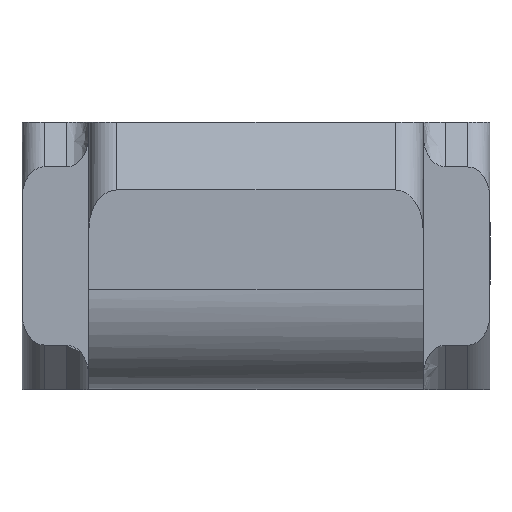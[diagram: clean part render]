
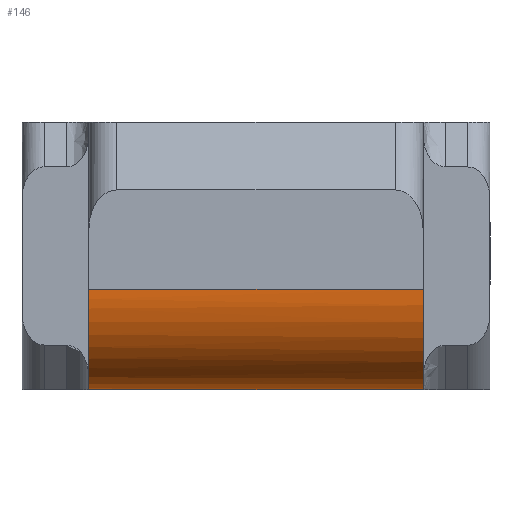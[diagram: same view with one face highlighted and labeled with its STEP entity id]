
A CAD part, left-side view. The second image highlights one B-rep face of the part: STEP entity #146.
In plain terms, the highlighted free-form (B-spline) face has degree [1, 2] with [2, 3] control points.
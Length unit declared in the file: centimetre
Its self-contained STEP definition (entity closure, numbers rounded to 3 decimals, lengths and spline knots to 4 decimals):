
#146=ADVANCED_FACE('',(#264),#1982,.T.);
#264=FACE_OUTER_BOUND('',#391,.T.);
#391=EDGE_LOOP('',(#1029,#1030,#1031,#1032));
#1029=ORIENTED_EDGE('',*,*,#1372,.T.);
#1030=ORIENTED_EDGE('',*,*,#1374,.F.);
#1031=ORIENTED_EDGE('',*,*,#1373,.T.);
#1032=ORIENTED_EDGE('',*,*,#1375,.F.);
#1372=EDGE_CURVE('',#1923,#1924,#1576,.T.);
#1373=EDGE_CURVE('',#1728,#1727,#1577,.T.);
#1374=EDGE_CURVE('',#1728,#1924,#1708,.T.);
#1375=EDGE_CURVE('',#1923,#1727,#1709,.T.);
#1576=B_SPLINE_CURVE_WITH_KNOTS('',1,(#4551,#4552),.UNSPECIFIED.,.F.,.F.,
(2,2),(0.,15.),.UNSPECIFIED.);
#1577=B_SPLINE_CURVE_WITH_KNOTS('',1,(#4553,#4554),.UNSPECIFIED.,.F.,.F.,
(2,2),(-15.,0.),.UNSPECIFIED.);
#1708=(
BOUNDED_CURVE()
B_SPLINE_CURVE(2,(#4555,#4556,#4557),.UNSPECIFIED.,.F.,.F.)
B_SPLINE_CURVE_WITH_KNOTS((3,3),(-7.0686,0.),.UNSPECIFIED.)
CURVE()
GEOMETRIC_REPRESENTATION_ITEM()
RATIONAL_B_SPLINE_CURVE((1.,0.707,1.))
REPRESENTATION_ITEM('')
);
#1709=(
BOUNDED_CURVE()
B_SPLINE_CURVE(2,(#4558,#4559,#4560),.UNSPECIFIED.,.F.,.F.)
B_SPLINE_CURVE_WITH_KNOTS((3,3),(0.,7.0686),.UNSPECIFIED.)
CURVE()
GEOMETRIC_REPRESENTATION_ITEM()
RATIONAL_B_SPLINE_CURVE((1.,0.707,1.))
REPRESENTATION_ITEM('')
);
#1727=VERTEX_POINT('',#2759);
#1728=VERTEX_POINT('',#2760);
#1923=VERTEX_POINT('',#2955);
#1924=VERTEX_POINT('',#2956);
#1982=(
BOUNDED_SURFACE()
B_SPLINE_SURFACE(1,2,((#2687,#2688,#2689),(#2690,#2691,#2692)),
 .UNSPECIFIED.,.F.,.F.,.F.)
B_SPLINE_SURFACE_WITH_KNOTS((2,2),(3,3),(-4.5,19.5),(0.,7.0686),
 .UNSPECIFIED.)
GEOMETRIC_REPRESENTATION_ITEM()
RATIONAL_B_SPLINE_SURFACE(((1.,0.707,1.),(1.,0.707,
1.)))
REPRESENTATION_ITEM('')
SURFACE()
);
#2687=CARTESIAN_POINT('',(33.,-16.5,3.5));
#2688=CARTESIAN_POINT('',(33.,-16.5,-1.));
#2689=CARTESIAN_POINT('',(37.5,-16.5,-1.));
#2690=CARTESIAN_POINT('',(33.,7.5,3.5));
#2691=CARTESIAN_POINT('',(33.,7.5,-1.));
#2692=CARTESIAN_POINT('',(37.5,7.5,-1.));
#2759=CARTESIAN_POINT('',(37.5,-12.,-1.));
#2760=CARTESIAN_POINT('',(37.5,3.,-1.));
#2955=CARTESIAN_POINT('',(33.,-12.,3.5));
#2956=CARTESIAN_POINT('',(33.,3.,3.5));
#4551=CARTESIAN_POINT('',(33.,-12.,3.5));
#4552=CARTESIAN_POINT('',(33.,3.,3.5));
#4553=CARTESIAN_POINT('',(37.5,3.,-1.));
#4554=CARTESIAN_POINT('',(37.5,-12.,-1.));
#4555=CARTESIAN_POINT('',(37.5,3.,-1.));
#4556=CARTESIAN_POINT('',(33.,3.,-1.));
#4557=CARTESIAN_POINT('',(33.,3.,3.5));
#4558=CARTESIAN_POINT('',(33.,-12.,3.5));
#4559=CARTESIAN_POINT('',(33.,-12.,-1.));
#4560=CARTESIAN_POINT('',(37.5,-12.,-1.));
